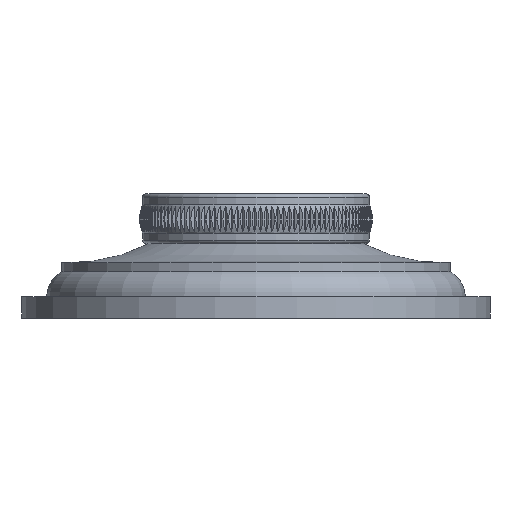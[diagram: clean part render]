
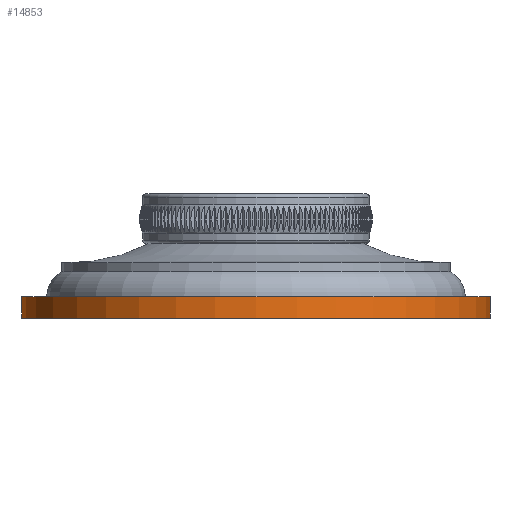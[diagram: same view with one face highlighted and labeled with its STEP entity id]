
A CAD part, left-side view. The second image highlights one B-rep face of the part: STEP entity #14853.
In plain terms, the highlighted cylindrical face has radius 32.995 mm (diameter 65.989 mm), a partial arc.
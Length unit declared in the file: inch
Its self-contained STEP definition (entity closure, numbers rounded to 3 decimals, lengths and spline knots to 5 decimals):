
#2155=DIRECTION('',(0.,0.,1.));
#2156=VECTOR('',#2155,0.118);
#2157=CARTESIAN_POINT('',(0.,1.299,-0.07874));
#2158=LINE('',#2157,#2156);
#2164=DIRECTION('',(0.,0.,1.));
#2165=VECTOR('',#2164,0.118);
#2166=CARTESIAN_POINT('',(0.,-1.299,-0.07874));
#2167=LINE('',#2166,#2165);
#2168=CARTESIAN_POINT('',(0.,0.,-0.07874));
#2169=DIRECTION('',(0.,0.,1.));
#2170=DIRECTION('',(0.,1.,0.));
#2171=AXIS2_PLACEMENT_3D('',#2168,#2169,#2170);
#2178=CARTESIAN_POINT('',(0.,0.,0.03926));
#2179=DIRECTION('',(0.,0.,1.));
#2180=DIRECTION('',(0.,1.,0.));
#2181=AXIS2_PLACEMENT_3D('',#2178,#2179,#2180);
#12347=CARTESIAN_POINT('',(0.,1.299,-0.07874));
#12348=CARTESIAN_POINT('',(0.,1.299,0.03926));
#12349=VERTEX_POINT('',#12347);
#12350=VERTEX_POINT('',#12348);
#12351=CARTESIAN_POINT('',(0.,-1.299,-0.07874));
#12352=CARTESIAN_POINT('',(0.,-1.299,0.03926));
#12353=VERTEX_POINT('',#12351);
#12354=VERTEX_POINT('',#12352);
#14841=CARTESIAN_POINT('',(0.,0.,-0.09939));
#14842=DIRECTION('',(0.,0.,1.));
#14843=DIRECTION('',(0.,1.,0.));
#14844=AXIS2_PLACEMENT_3D('',#14841,#14842,#14843);
#14845=CYLINDRICAL_SURFACE('',#14844,1.299);
#14846=ORIENTED_EDGE('',*,*,#14831,.T.);
#14848=ORIENTED_EDGE('',*,*,#14847,.T.);
#14849=ORIENTED_EDGE('',*,*,#14834,.F.);
#14850=ORIENTED_EDGE('',*,*,#14817,.F.);
#14851=EDGE_LOOP('',(#14846,#14848,#14849,#14850));
#14852=FACE_OUTER_BOUND('',#14851,.F.);
#14853=ADVANCED_FACE('',(#14852),#14845,.T.);
#2172=CIRCLE('',#2171,1.299);
#2182=CIRCLE('',#2181,1.299);
#14817=EDGE_CURVE('',#12349,#12353,#2172,.T.);
#14831=EDGE_CURVE('',#12349,#12350,#2158,.T.);
#14834=EDGE_CURVE('',#12353,#12354,#2167,.T.);
#14847=EDGE_CURVE('',#12350,#12354,#2182,.T.);
